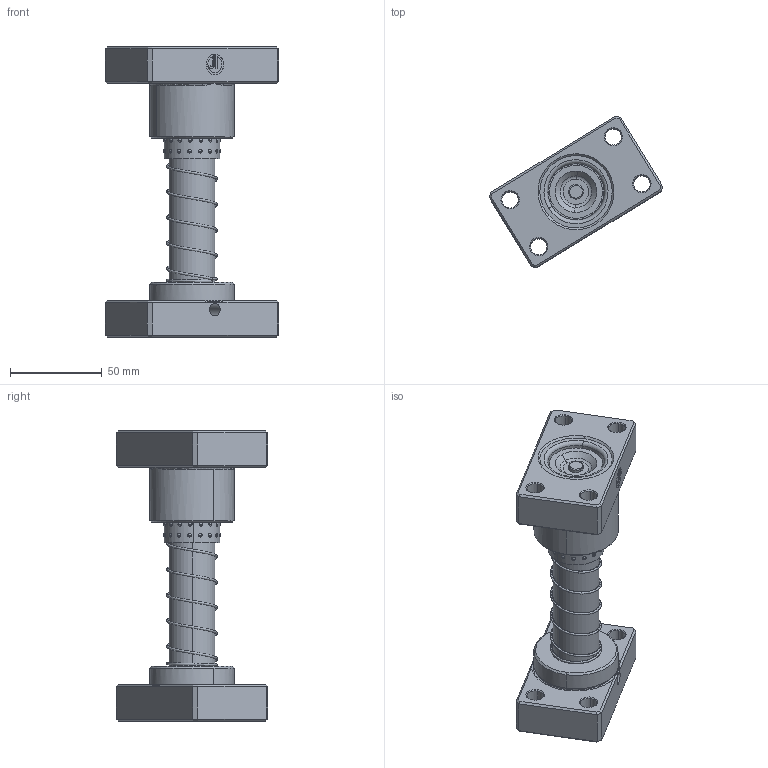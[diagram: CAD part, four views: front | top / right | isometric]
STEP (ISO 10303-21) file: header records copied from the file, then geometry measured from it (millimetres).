
FILE_DESCRIPTION (( 'STEP AP214' ), '1' );
FILE_NAME ('HYA-D25-L130.STEP', '2021-09-22T06:46:31', ( 'User' ), ( 'china' ), 'SwSTEP 2.0', 'SolidWorks 2016', '' );
FILE_SCHEMA (( 'AUTOMOTIVE_DESIGN' ));
Length unit declared in the file: millimetre
Products named in the file (12): SAB-D25; SAB-D25傍杶; MGH-D25; MGM-D25-L130; HYA-D25-L130; HWP-D27.5-d25.5-L100; STMY-PD25; STMY-3-縐种; STM-M16蹟簽 -; STM-29-L32; BS-30.5-25.5-L50
Assembly tree (11 placements, depth 3):
  HYA-D25-L130
    MGM-D25-L130
    MGH-D25
    SAB-D25
      SAB-D25
      SAB-D25傍杶
    BS-30.5-25.5-L50
    STMY-PD25
      STM-29-L32
      STM-M16蹟簽 -
      STMY-3-縐种
    HWP-D27.5-d25.5-L100
Bounding box: 94.62 x 82.67 x 158.62 mm (x, y, z)
Volume: 235304.3 mm3; surface area: 81336.1 mm2
Topology: 9 solids, 9 shells, 788 faces, 1704 edges, 1176 vertices
Faces by surface type: sphere 512, plane 100, cylinder 80, cone 60, torus 19, bspline 17
Entity records: 40639 total; most frequent: CARTESIAN_POINT 17505, DIRECTION 3429, ORIENTED_EDGE 3396, EDGE_CURVE 1698, AXIS2_PLACEMENT_3D 1542, VERTEX_POINT 1176, EDGE_LOOP 1066, FACE_OUTER_BOUND 788
